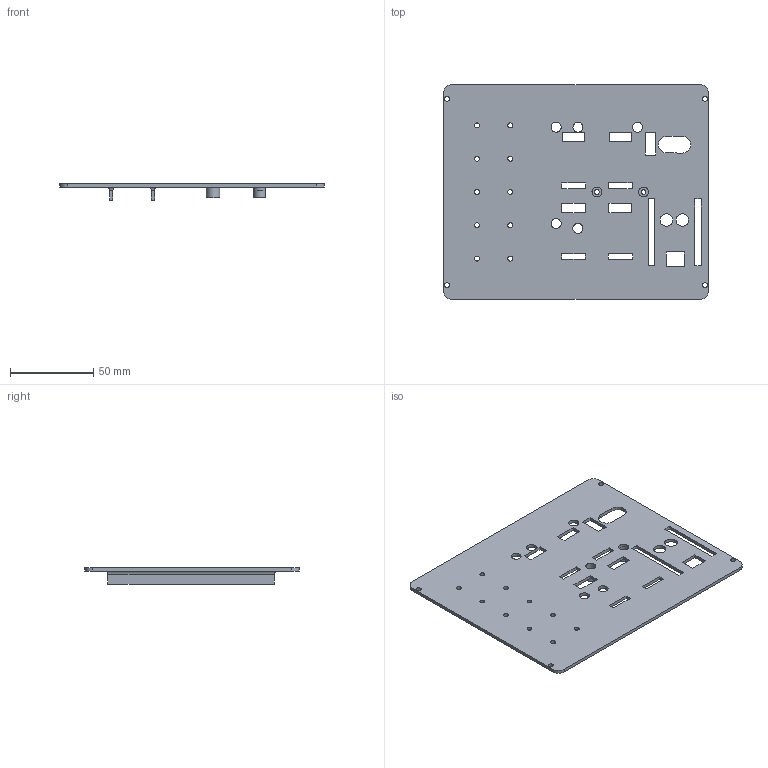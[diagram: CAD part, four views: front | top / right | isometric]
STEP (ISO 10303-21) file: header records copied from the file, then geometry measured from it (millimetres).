
FILE_DESCRIPTION(/* description */ (''),/* implementation_level */ '2;1');
FILE_NAME(/* name */ '身体顶盖.stp',/* time_stamp */ '2025-08-14T17:17:09+08:00',/* author */ (''),/* organization */ (''),/* preprocessor_version */ 'ST-DEVELOPER v16.7',/* originating_system */ 'SIEMENS PLM Software NX 12.0',/* authorisation */ '');
FILE_SCHEMA (('AUTOMOTIVE_DESIGN { 1 0 10303 214 3 1 1 1 }'));
Length unit declared in the file: millimetre
Products named in the file (1): Admi0AF09065yokw
Bounding box: 159 x 129 x 10 mm (x, y, z)
Volume: 41786 mm3; surface area: 44253.1 mm2
Topology: 1 solids, 1 shells, 111 faces, 301 edges, 198 vertices
Faces by surface type: plane 70, cylinder 41
Full cylindrical faces by diameter (mm): 2.8 x2, 3 x14, 6 x7, 7 x1, 7.5 x2, 8 x1
Entity records: 3526 total; most frequent: CARTESIAN_POINT 584, DIRECTION 572, ORIENTED_EDGE 548, EDGE_CURVE 274, EDGE_LOOP 216, LINE 200, VECTOR 200, VERTEX_POINT 198
